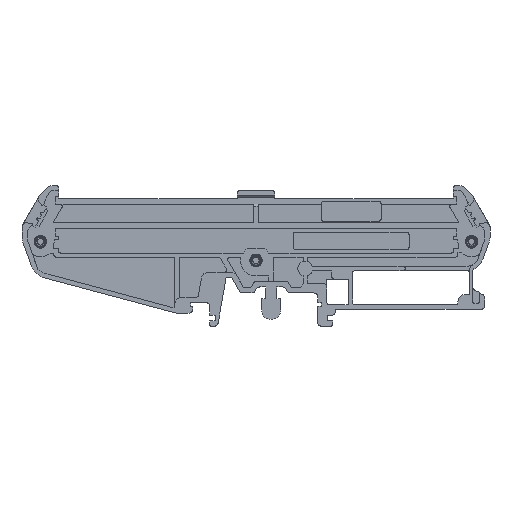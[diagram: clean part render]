
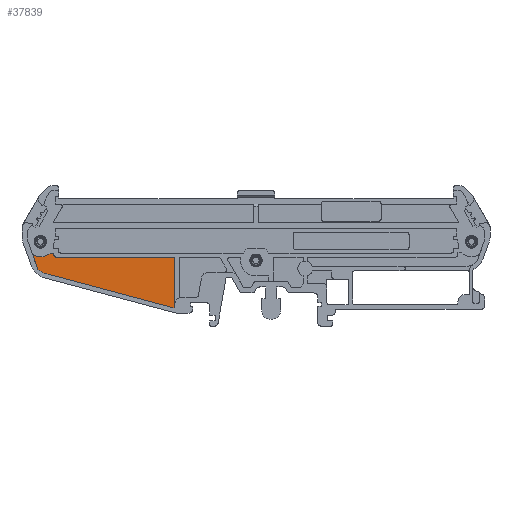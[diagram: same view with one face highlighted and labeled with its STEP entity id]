
A CAD part, left-side view. The second image highlights one B-rep face of the part: STEP entity #37839.
In plain terms, the highlighted planar face has unit normal (-1, 0, 0).
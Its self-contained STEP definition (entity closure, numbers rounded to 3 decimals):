
#35026 = EDGE_CURVE('',#35027,#35029,#35031,.T.);
#35027 = VERTEX_POINT('',#35028);
#35028 = CARTESIAN_POINT('',(74.7,58.451,8.99));
#35029 = VERTEX_POINT('',#35030);
#35030 = CARTESIAN_POINT('',(74.7,56.54,7.831));
#35031 = CIRCLE('',#35032,4.);
#35032 = AXIS2_PLACEMENT_3D('',#35033,#35034,#35035);
#35033 = CARTESIAN_POINT('',(74.7,55.504,11.695));
#35034 = DIRECTION('',(-1.,0.,0.));
#35035 = DIRECTION('',(0.,-1.,0.));
#35071 = VERTEX_POINT('',#35072);
#35072 = CARTESIAN_POINT('',(74.7,22.652,-1.249));
#35078 = EDGE_CURVE('',#35029,#35071,#35079,.T.);
#35079 = LINE('',#35080,#35081);
#35080 = CARTESIAN_POINT('',(74.7,-31.97,-15.885));
#35081 = VECTOR('',#35082,1.);
#35082 = DIRECTION('',(0.,-0.966,
    -0.259));
#35208 = VERTEX_POINT('',#35209);
#35209 = CARTESIAN_POINT('',(74.7,21.8,12.1));
#35215 = EDGE_CURVE('',#35216,#35208,#35218,.T.);
#35216 = VERTEX_POINT('',#35217);
#35217 = CARTESIAN_POINT('',(74.7,21.8,-1.3));
#35218 = LINE('',#35219,#35220);
#35219 = CARTESIAN_POINT('',(74.7,21.8,-1.3));
#35220 = VECTOR('',#35221,1.);
#35221 = DIRECTION('',(0.,0.,1.));
#35946 = VERTEX_POINT('',#35947);
#35947 = CARTESIAN_POINT('',(74.7,22.264,-1.3));
#35960 = EDGE_CURVE('',#35946,#35216,#35961,.T.);
#35961 = LINE('',#35962,#35963);
#35962 = CARTESIAN_POINT('',(74.7,-31.97,-1.3));
#35963 = VECTOR('',#35964,1.);
#35964 = DIRECTION('',(0.,-1.,0.));
#36670 = VERTEX_POINT('',#36671);
#36671 = CARTESIAN_POINT('',(74.7,53.25,12.1));
#36687 = VERTEX_POINT('',#36688);
#36688 = CARTESIAN_POINT('',(74.7,54.25,13.1));
#36694 = EDGE_CURVE('',#36670,#36687,#36695,.T.);
#36695 = CIRCLE('',#36696,1.);
#36696 = AXIS2_PLACEMENT_3D('',#36697,#36698,#36699);
#36697 = CARTESIAN_POINT('',(74.7,53.25,13.1));
#36698 = DIRECTION('',(1.,0.,0.));
#36699 = DIRECTION('',(0.,1.,0.));
#37645 = VERTEX_POINT('',#37646);
#37646 = CARTESIAN_POINT('',(74.7,59.75,12.836));
#37652 = EDGE_CURVE('',#37645,#37653,#37655,.T.);
#37653 = VERTEX_POINT('',#37654);
#37654 = CARTESIAN_POINT('',(74.7,55.104,13.3));
#37655 = CIRCLE('',#37656,4.);
#37656 = AXIS2_PLACEMENT_3D('',#37657,#37658,#37659);
#37657 = CARTESIAN_POINT('',(74.7,57.75,16.3));
#37658 = DIRECTION('',(-1.,0.,0.));
#37659 = DIRECTION('',(0.,-1.,0.));
#37839 = ADVANCED_FACE('',(#37840),#37889,.T.);
#37840 = FACE_BOUND('',#37841,.T.);
#37841 = EDGE_LOOP('',(#37842,#37843,#37844,#37850,#37851,#37859,#37865,
    #37866,#37874,#37880,#37881,#37882));
#37842 = ORIENTED_EDGE('',*,*,#35960,.T.);
#37843 = ORIENTED_EDGE('',*,*,#35215,.T.);
#37844 = ORIENTED_EDGE('',*,*,#37845,.F.);
#37845 = EDGE_CURVE('',#36670,#35208,#37846,.T.);
#37846 = LINE('',#37847,#37848);
#37847 = CARTESIAN_POINT('',(74.7,-31.97,12.1));
#37848 = VECTOR('',#37849,1.);
#37849 = DIRECTION('',(0.,-1.,0.));
#37850 = ORIENTED_EDGE('',*,*,#36694,.T.);
#37851 = ORIENTED_EDGE('',*,*,#37852,.F.);
#37852 = EDGE_CURVE('',#37853,#36687,#37855,.T.);
#37853 = VERTEX_POINT('',#37854);
#37854 = CARTESIAN_POINT('',(74.7,54.25,13.3));
#37855 = LINE('',#37856,#37857);
#37856 = CARTESIAN_POINT('',(74.7,54.25,5.761));
#37857 = VECTOR('',#37858,1.);
#37858 = DIRECTION('',(0.,0.,-1.));
#37859 = ORIENTED_EDGE('',*,*,#37860,.F.);
#37860 = EDGE_CURVE('',#37653,#37853,#37861,.T.);
#37861 = LINE('',#37862,#37863);
#37862 = CARTESIAN_POINT('',(74.7,-27.828,13.3));
#37863 = VECTOR('',#37864,1.);
#37864 = DIRECTION('',(0.,-1.,0.));
#37865 = ORIENTED_EDGE('',*,*,#37652,.F.);
#37866 = ORIENTED_EDGE('',*,*,#37867,.T.);
#37867 = EDGE_CURVE('',#37645,#37868,#37870,.T.);
#37868 = VERTEX_POINT('',#37869);
#37869 = CARTESIAN_POINT('',(74.7,59.75,12.558));
#37870 = LINE('',#37871,#37872);
#37871 = CARTESIAN_POINT('',(74.7,59.75,-1.692));
#37872 = VECTOR('',#37873,1.);
#37873 = DIRECTION('',(0.,0.,-1.));
#37874 = ORIENTED_EDGE('',*,*,#37875,.F.);
#37875 = EDGE_CURVE('',#35027,#37868,#37876,.T.);
#37876 = LINE('',#37877,#37878);
#37877 = CARTESIAN_POINT('',(74.7,54.563,-1.692));
#37878 = VECTOR('',#37879,1.);
#37879 = DIRECTION('',(0.,0.342,0.94
    ));
#37880 = ORIENTED_EDGE('',*,*,#35026,.T.);
#37881 = ORIENTED_EDGE('',*,*,#35078,.T.);
#37882 = ORIENTED_EDGE('',*,*,#37883,.T.);
#37883 = EDGE_CURVE('',#35071,#35946,#37884,.T.);
#37884 = CIRCLE('',#37885,1.5);
#37885 = AXIS2_PLACEMENT_3D('',#37886,#37887,#37888);
#37886 = CARTESIAN_POINT('',(74.7,22.264,0.2));
#37887 = DIRECTION('',(-1.,0.,0.));
#37888 = DIRECTION('',(0.,-1.,0.));
#37889 = PLANE('',#37890);
#37890 = AXIS2_PLACEMENT_3D('',#37891,#37892,#37893);
#37891 = CARTESIAN_POINT('',(74.7,27.599,24.45));
#37892 = DIRECTION('',(-1.,0.,0.));
#37893 = DIRECTION('',(0.,-1.,0.));
